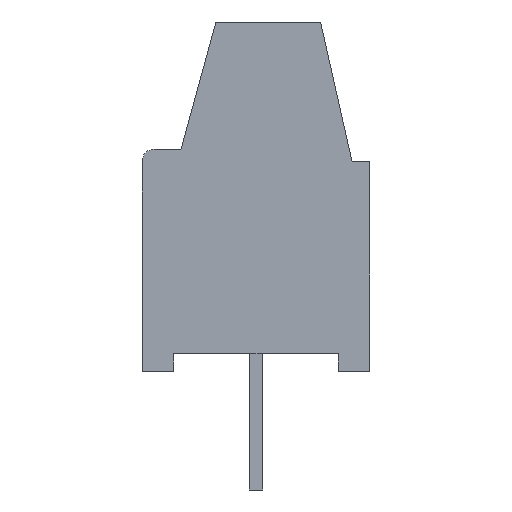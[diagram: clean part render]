
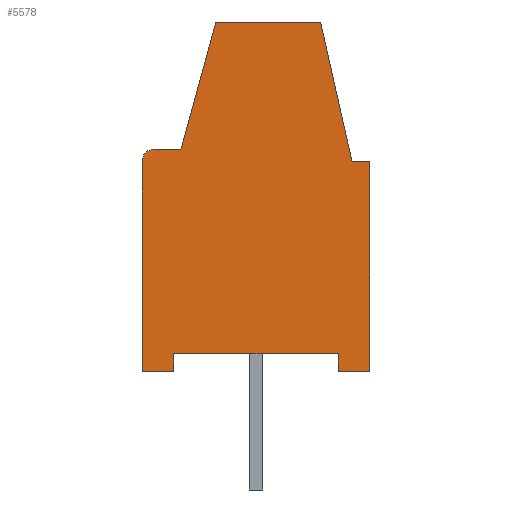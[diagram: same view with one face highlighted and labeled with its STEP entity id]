
A CAD part, left-side view. The second image highlights one B-rep face of the part: STEP entity #5578.
In plain terms, the highlighted planar face has unit normal (-1, 0, 0).
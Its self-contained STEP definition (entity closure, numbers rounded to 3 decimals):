
#1049=DIRECTION('',(0.,0.264,-0.964));
#1050=VECTOR('',#1049,3.785);
#1051=CARTESIAN_POINT('',(-12.93,1.15,0.));
#1052=LINE('',#1051,#1050);
#1053=DIRECTION('',(0.,1.,0.));
#1054=VECTOR('',#1053,3.);
#1055=CARTESIAN_POINT('',(-12.93,-1.85,0.));
#1056=LINE('',#1055,#1054);
#1057=DIRECTION('',(0.,0.22,0.976));
#1058=VECTOR('',#1057,4.1);
#1059=CARTESIAN_POINT('',(-12.93,-2.75,-4.));
#1060=LINE('',#1059,#1058);
#1061=DIRECTION('',(0.,1.,0.));
#1062=VECTOR('',#1061,0.5);
#1063=CARTESIAN_POINT('',(-12.93,-3.25,-4.));
#1064=LINE('',#1063,#1062);
#1065=DIRECTION('',(0.,0.,1.));
#1066=VECTOR('',#1065,6.);
#1067=CARTESIAN_POINT('',(-12.93,-3.25,-10.));
#1068=LINE('',#1067,#1066);
#1069=DIRECTION('',(0.,-1.,0.));
#1070=VECTOR('',#1069,0.9);
#1071=CARTESIAN_POINT('',(-12.93,-2.35,-10.));
#1072=LINE('',#1071,#1070);
#1073=DIRECTION('',(0.,0.,-1.));
#1074=VECTOR('',#1073,0.5);
#1075=CARTESIAN_POINT('',(-12.93,-2.35,-9.5));
#1076=LINE('',#1075,#1074);
#1077=DIRECTION('',(0.,-1.,0.));
#1078=VECTOR('',#1077,4.7);
#1079=CARTESIAN_POINT('',(-12.93,2.35,-9.5));
#1080=LINE('',#1079,#1078);
#1081=DIRECTION('',(0.,0.,1.));
#1082=VECTOR('',#1081,0.5);
#1083=CARTESIAN_POINT('',(-12.93,2.35,-10.));
#1084=LINE('',#1083,#1082);
#1085=DIRECTION('',(0.,-1.,0.));
#1086=VECTOR('',#1085,0.9);
#1087=CARTESIAN_POINT('',(-12.93,3.25,-10.));
#1088=LINE('',#1087,#1086);
#1089=DIRECTION('',(0.,0.,-1.));
#1090=VECTOR('',#1089,6.05);
#1091=CARTESIAN_POINT('',(-12.93,3.25,-3.95));
#1092=LINE('',#1091,#1090);
#1093=CARTESIAN_POINT('',(-12.93,2.95,-3.95));
#1094=DIRECTION('',(-1.,0.,0.));
#1095=DIRECTION('',(0.,0.,1.));
#1096=AXIS2_PLACEMENT_3D('',#1093,#1094,#1095);
#1098=DIRECTION('',(0.,1.,0.));
#1099=VECTOR('',#1098,0.8);
#1100=CARTESIAN_POINT('',(-12.93,2.15,-3.65));
#1101=LINE('',#1100,#1099);
#3252=CARTESIAN_POINT('',(-12.93,1.15,0.));
#3253=CARTESIAN_POINT('',(-12.93,2.15,-3.65));
#3254=VERTEX_POINT('',#3252);
#3255=VERTEX_POINT('',#3253);
#3256=CARTESIAN_POINT('',(-12.93,2.95,-3.65));
#3257=VERTEX_POINT('',#3256);
#3258=CARTESIAN_POINT('',(-12.93,3.25,-3.95));
#3259=CARTESIAN_POINT('',(-12.93,3.25,-10.));
#3260=VERTEX_POINT('',#3258);
#3261=VERTEX_POINT('',#3259);
#3262=CARTESIAN_POINT('',(-12.93,2.35,-10.));
#3263=VERTEX_POINT('',#3262);
#3264=CARTESIAN_POINT('',(-12.93,2.35,-9.5));
#3265=VERTEX_POINT('',#3264);
#3266=CARTESIAN_POINT('',(-12.93,-2.35,-9.5));
#3267=VERTEX_POINT('',#3266);
#3268=CARTESIAN_POINT('',(-12.93,-2.35,-10.));
#3269=VERTEX_POINT('',#3268);
#3270=CARTESIAN_POINT('',(-12.93,-3.25,-10.));
#3271=VERTEX_POINT('',#3270);
#3272=CARTESIAN_POINT('',(-12.93,-3.25,-4.));
#3273=VERTEX_POINT('',#3272);
#3274=CARTESIAN_POINT('',(-12.93,-2.75,-4.));
#3275=VERTEX_POINT('',#3274);
#3276=CARTESIAN_POINT('',(-12.93,-1.85,0.));
#3277=VERTEX_POINT('',#3276);
#5553=CARTESIAN_POINT('',(-12.93,0.,0.));
#5554=DIRECTION('',(-1.,0.,0.));
#5555=DIRECTION('',(0.,-1.,0.));
#5556=AXIS2_PLACEMENT_3D('',#5553,#5554,#5555);
#5557=PLANE('',#5556);
#5558=ORIENTED_EDGE('',*,*,#4276,.F.);
#5560=ORIENTED_EDGE('',*,*,#5559,.F.);
#5562=ORIENTED_EDGE('',*,*,#5561,.F.);
#5564=ORIENTED_EDGE('',*,*,#5563,.F.);
#5565=ORIENTED_EDGE('',*,*,#4686,.F.);
#5566=ORIENTED_EDGE('',*,*,#4669,.F.);
#5567=ORIENTED_EDGE('',*,*,#4641,.F.);
#5568=ORIENTED_EDGE('',*,*,#4515,.F.);
#5569=ORIENTED_EDGE('',*,*,#5547,.F.);
#5570=ORIENTED_EDGE('',*,*,#5521,.F.);
#5571=ORIENTED_EDGE('',*,*,#4450,.F.);
#5573=ORIENTED_EDGE('',*,*,#5572,.F.);
#5575=ORIENTED_EDGE('',*,*,#5574,.F.);
#5576=EDGE_LOOP('',(#5558,#5560,#5562,#5564,#5565,#5566,#5567,#5568,#5569,#5570,
#5571,#5573,#5575));
#5577=FACE_OUTER_BOUND('',#5576,.F.);
#5578=ADVANCED_FACE('',(#5577),#5557,.T.);
#1097=CIRCLE('',#1096,0.3);
#4276=EDGE_CURVE('',#3254,#3255,#1052,.T.);
#4450=EDGE_CURVE('',#3260,#3261,#1092,.T.);
#4515=EDGE_CURVE('',#3265,#3267,#1080,.T.);
#4641=EDGE_CURVE('',#3267,#3269,#1076,.T.);
#4669=EDGE_CURVE('',#3269,#3271,#1072,.T.);
#4686=EDGE_CURVE('',#3271,#3273,#1068,.T.);
#5521=EDGE_CURVE('',#3261,#3263,#1088,.T.);
#5547=EDGE_CURVE('',#3263,#3265,#1084,.T.);
#5559=EDGE_CURVE('',#3277,#3254,#1056,.T.);
#5561=EDGE_CURVE('',#3275,#3277,#1060,.T.);
#5563=EDGE_CURVE('',#3273,#3275,#1064,.T.);
#5572=EDGE_CURVE('',#3257,#3260,#1097,.T.);
#5574=EDGE_CURVE('',#3255,#3257,#1101,.T.);
